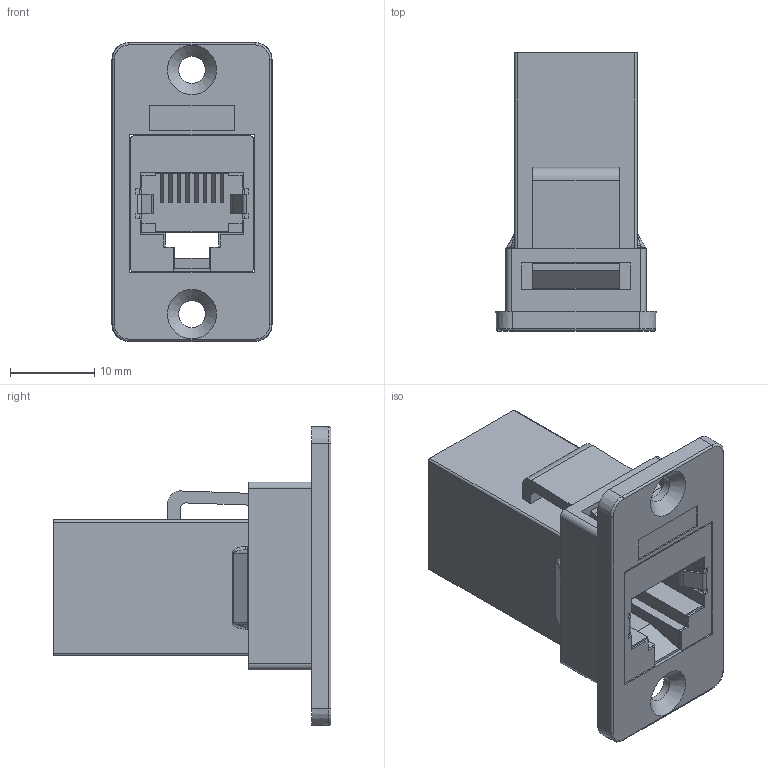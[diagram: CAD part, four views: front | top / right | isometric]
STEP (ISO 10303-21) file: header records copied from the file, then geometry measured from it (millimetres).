
FILE_DESCRIPTION(/* description */ (''),/* implementation_level */ '2;1');
FILE_NAME(/* name */ 'FM SLIM CAT5 + CAT6 CSK hole.stp',/* time_stamp */ '2021-07-09T08:22:46+01:00',/* author */ ('tottley'),/* organization */ (''),/* preprocessor_version */ 'ST-DEVELOPER v18',/* originating_system */ 'Autodesk Inventor 2020',/* authorisation */ '');
FILE_SCHEMA (('AUTOMOTIVE_DESIGN { 1 0 10303 214 3 1 1 }'));
Length unit declared in the file: millimetre
Products named in the file (1): Part1
Bounding box: 19 x 33 x 35.5 mm (x, y, z)
Volume: 6435.4 mm3; surface area: 7073.9 mm2
Topology: 1 solids, 3 shells, 365 faces, 1047 edges, 692 vertices
Faces by surface type: plane 302, cylinder 38, bspline 15, cone 6, torus 4
Full cylindrical faces by diameter (mm): 3.2 x2
Entity records: 12055 total; most frequent: CARTESIAN_POINT 2365, ORIENTED_EDGE 2094, DIRECTION 1825, EDGE_CURVE 1047, LINE 927, VECTOR 927, VERTEX_POINT 692, AXIS2_PLACEMENT_3D 449
